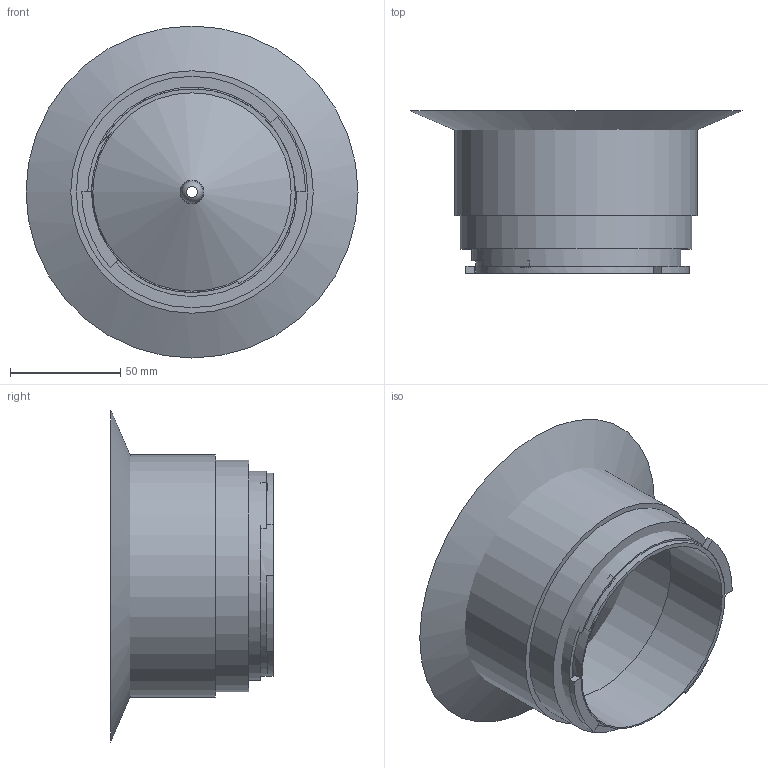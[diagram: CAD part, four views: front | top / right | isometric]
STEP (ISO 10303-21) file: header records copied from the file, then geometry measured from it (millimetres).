
FILE_DESCRIPTION(/* description */ (''),/* implementation_level */ '2;1');
FILE_NAME(/* name */ 'Trichter-Hyetometer v23.step',/* time_stamp */ '2025-06-26T09:48:57+02:00',/* author */ (''),/* organization */ (''),/* preprocessor_version */ 'ST-DEVELOPER v20.1',/* originating_system */ 'Autodesk Translation Framework v14.10.0.0',/* authorisation */ '');
FILE_SCHEMA (('AUTOMOTIVE_DESIGN { 1 0 10303 214 3 1 1 }'));
Length unit declared in the file: millimetre
Products named in the file (1): Trichter-Hyetometer
Bounding box: 150.67 x 73.72 x 150.67 mm (x, y, z)
Volume: 134279.3 mm3; surface area: 107102 mm2
Topology: 7 solids, 7 shells, 52 faces, 117 edges, 76 vertices
Faces by surface type: plane 26, cylinder 16, cone 4, bspline 4, torus 1, sphere 1
Full cylindrical faces by diameter (mm): 5 x2, 9.983 x1, 10 x1, 90 x1, 93.01 x1, 95.011 x1, 105 x2, 110 x1
Entity records: 1527 total; most frequent: CARTESIAN_POINT 291, DIRECTION 265, ORIENTED_EDGE 236, EDGE_CURVE 118, AXIS2_PLACEMENT_3D 102, VERTEX_POINT 76, LINE 61, VECTOR 61
